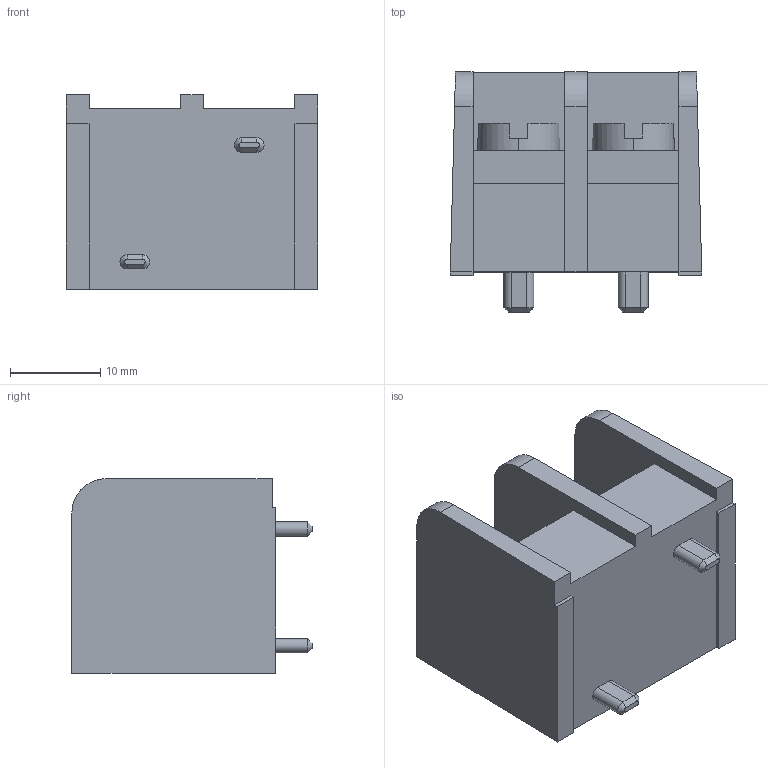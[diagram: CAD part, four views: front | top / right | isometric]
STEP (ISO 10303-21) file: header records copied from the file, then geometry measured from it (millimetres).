
FILE_DESCRIPTION((''),'2;1');
FILE_NAME('386608802','2014-12-31T',('me'),(''),'PRO/ENGINEER BY PARAMETRIC TECHNOLOGY CORPORATION, 2011490','PRO/ENGINEER BY PARAMETRIC TECHNOLOGY CORPORATION, 2011490','');
FILE_SCHEMA(('CONFIG_CONTROL_DESIGN'));
Length unit declared in the file: inch
Products named in the file (1): 386608802
Bounding box: 27.94 x 26.67 x 21.59 mm (x, y, z)
Volume: 9095.6 mm3; surface area: 4465.3 mm2
Topology: 1 solids, 1 shells, 79 faces, 224 edges, 160 vertices
Faces by surface type: plane 64, cylinder 11, cone 4
Entity records: 2583 total; most frequent: CARTESIAN_POINT 464, DIRECTION 426, ORIENTED_EDGE 422, EDGE_CURVE 211, VECTOR 178, LINE 178, VERTEX_POINT 138, AXIS2_PLACEMENT_3D 124
